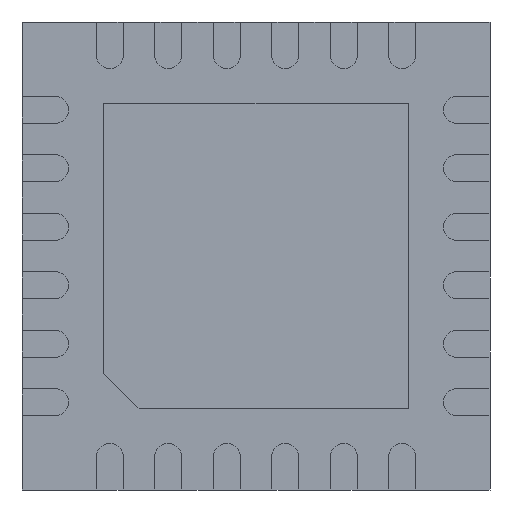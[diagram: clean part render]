
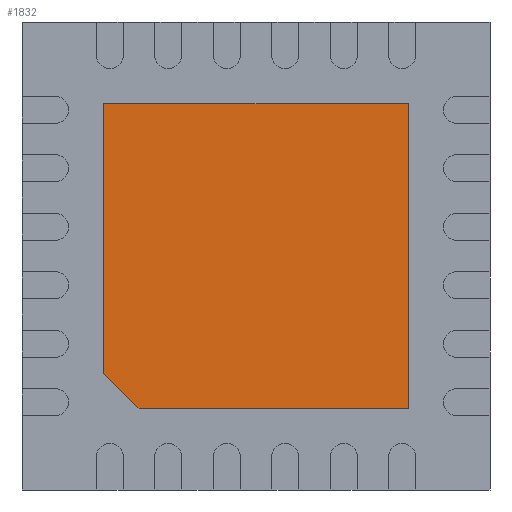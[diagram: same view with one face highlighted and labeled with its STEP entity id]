
A CAD part, front view. The second image highlights one B-rep face of the part: STEP entity #1832.
In plain terms, the highlighted planar face has unit normal (0, -1, 0).
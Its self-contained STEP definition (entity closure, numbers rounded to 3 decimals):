
#105 = ORIENTED_EDGE ( 'NONE', *, *, #2806, .T. ) ;
#126 = VERTEX_POINT ( 'NONE', #447 ) ;
#254 = EDGE_LOOP ( 'NONE', ( #105, #2992, #4835, #8063, #3980 ) ) ;
#385 = CARTESIAN_POINT ( 'NONE',  ( 1.3, -0.05, 1.3 ) ) ;
#447 = CARTESIAN_POINT ( 'NONE',  ( -1., -0.05, -1.3 ) ) ;
#723 = CARTESIAN_POINT ( 'NONE',  ( -1.715, -0.05, -1.25 ) ) ;
#826 = VECTOR ( 'NONE', #7039, 1000. ) ;
#1180 = VERTEX_POINT ( 'NONE', #8247 ) ;
#1217 = CARTESIAN_POINT ( 'NONE',  ( 1.3, -0.05, -1.3 ) ) ;
#1798 = VECTOR ( 'NONE', #4529, 1000. ) ;
#1832 = ADVANCED_FACE ( 'NONE', ( #3807 ), #5156, .T. ) ;
#1845 = EDGE_CURVE ( 'NONE', #1180, #126, #4314, .T. ) ;
#1878 = DIRECTION ( 'NONE',  ( 0., 0., -1. ) ) ;
#2002 = DIRECTION ( 'NONE',  ( 0., 0., -1. ) ) ;
#2171 = VERTEX_POINT ( 'NONE', #5537 ) ;
#2435 = EDGE_CURVE ( 'NONE', #7255, #2171, #6796, .T. ) ;
#2505 = CARTESIAN_POINT ( 'NONE',  ( 1.3, -0.05, -1.3 ) ) ;
#2806 = EDGE_CURVE ( 'NONE', #8199, #7255, #6279, .T. ) ;
#2992 = ORIENTED_EDGE ( 'NONE', *, *, #2435, .T. ) ;
#3104 = CARTESIAN_POINT ( 'NONE',  ( 1.3, -0.05, 1.3 ) ) ;
#3312 = CARTESIAN_POINT ( 'NONE',  ( -1., -0.05, -1.3 ) ) ;
#3408 = EDGE_CURVE ( 'NONE', #2171, #1180, #4817, .T. ) ;
#3807 = FACE_OUTER_BOUND ( 'NONE', #254, .T. ) ;
#3980 = ORIENTED_EDGE ( 'NONE', *, *, #4143, .T. ) ;
#4143 = EDGE_CURVE ( 'NONE', #126, #8199, #6613, .T. ) ;
#4314 = LINE ( 'NONE', #7126, #826 ) ;
#4529 = DIRECTION ( 'NONE',  ( -1., 0., 0. ) ) ;
#4640 = DIRECTION ( 'NONE',  ( 1., 0., 0. ) ) ;
#4817 = LINE ( 'NONE', #7714, #5933 ) ;
#4835 = ORIENTED_EDGE ( 'NONE', *, *, #3408, .T. ) ;
#5156 = PLANE ( 'NONE',  #5994 ) ;
#5401 = VECTOR ( 'NONE', #4640, 1000. ) ;
#5537 = CARTESIAN_POINT ( 'NONE',  ( -1.3, -0.05, 1.3 ) ) ;
#5744 = DIRECTION ( 'NONE',  ( 0., -1., 0. ) ) ;
#5933 = VECTOR ( 'NONE', #1878, 1000. ) ;
#5994 = AXIS2_PLACEMENT_3D ( 'NONE', #723, #5744, #2002 ) ;
#6279 = LINE ( 'NONE', #1217, #6683 ) ;
#6613 = LINE ( 'NONE', #3312, #5401 ) ;
#6683 = VECTOR ( 'NONE', #7604, 1000. ) ;
#6796 = LINE ( 'NONE', #3104, #1798 ) ;
#7039 = DIRECTION ( 'NONE',  ( 0.707, 0., -0.707 ) ) ;
#7126 = CARTESIAN_POINT ( 'NONE',  ( -1.3, -0.05, -1. ) ) ;
#7255 = VERTEX_POINT ( 'NONE', #385 ) ;
#7604 = DIRECTION ( 'NONE',  ( 0., 0., 1. ) ) ;
#7714 = CARTESIAN_POINT ( 'NONE',  ( -1.3, -0.05, 1.3 ) ) ;
#8063 = ORIENTED_EDGE ( 'NONE', *, *, #1845, .T. ) ;
#8199 = VERTEX_POINT ( 'NONE', #2505 ) ;
#8247 = CARTESIAN_POINT ( 'NONE',  ( -1.3, -0.05, -1. ) ) ;
